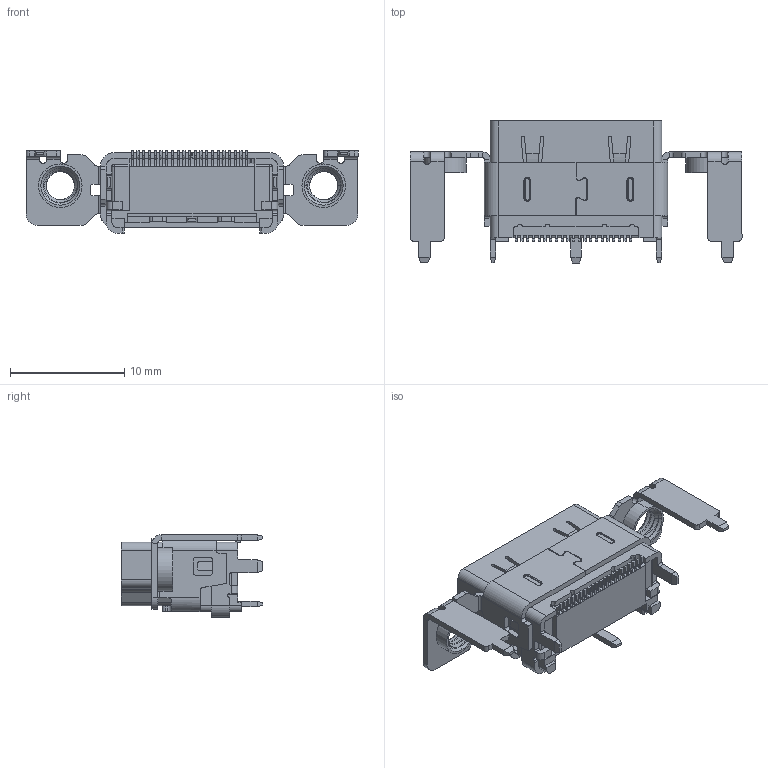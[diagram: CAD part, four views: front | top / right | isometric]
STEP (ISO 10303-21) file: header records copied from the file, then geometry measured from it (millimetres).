
FILE_DESCRIPTION (( 'STEP AP214' ), '1' );
FILE_NAME ('SS-53000-003.STEP', '2021-01-28T23:06:08', ( '' ), ( '' ), 'SwSTEP 2.0', 'SolidWorks 2017', '' );
FILE_SCHEMA (( 'AUTOMOTIVE_DESIGN' ));
Length unit declared in the file: millimetre
Products named in the file (1): SS-53000-003
Bounding box: 29 x 12.4 x 7.21 mm (x, y, z)
Volume: 591.8 mm3; surface area: 2075 mm2
Topology: 43 solids, 43 shells, 1083 faces, 2853 edges, 1851 vertices
Faces by surface type: plane 706, cylinder 336, bspline 19, cone 10, torus 10, sphere 2
Entity records: 38626 total; most frequent: CARTESIAN_POINT 11233, ORIENTED_EDGE 5698, DIRECTION 5481, EDGE_CURVE 2849, LINE 2101, VECTOR 2101, VERTEX_POINT 1851, AXIS2_PLACEMENT_3D 1690
